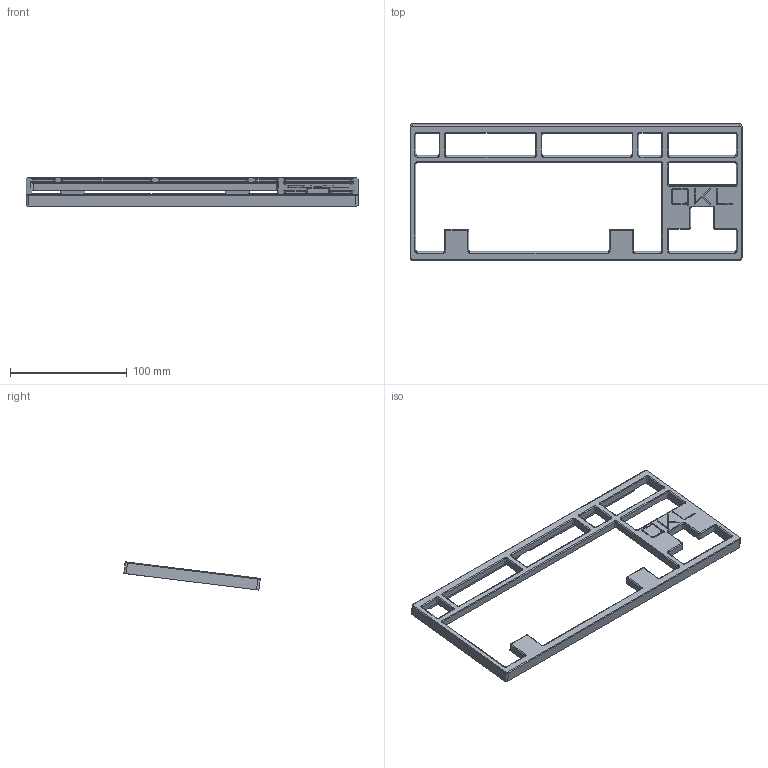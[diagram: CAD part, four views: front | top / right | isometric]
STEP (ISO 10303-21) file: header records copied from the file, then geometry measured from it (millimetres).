
FILE_DESCRIPTION(/* description */ (''),/* implementation_level */ '2;1');
FILE_NAME(/* name */ 'QKL_F13_TOP v5.step',/* time_stamp */ '2022-02-18T09:09:45+01:00',/* author */ (''),/* organization */ (''),/* preprocessor_version */ 'ST-DEVELOPER v18.1',/* originating_system */ 'Autodesk Translation Framework v10.13.0.1454',/* authorisation */ '');
FILE_SCHEMA (('AUTOMOTIVE_DESIGN { 1 0 10303 214 3 1 1 }'));
Length unit declared in the file: millimetre
Products named in the file (1): QKL_F13_TOP
Bounding box: 283.79 x 116.6 x 24.02 mm (x, y, z)
Volume: 80788.5 mm3; surface area: 41640.6 mm2
Topology: 1 solids, 1 shells, 318 faces, 825 edges, 514 vertices
Faces by surface type: cylinder 155, plane 103, torus 42, cone 12, bspline 6
Full cylindrical faces by diameter (mm): 2 x12
Entity records: 9759 total; most frequent: DIRECTION 1797, CARTESIAN_POINT 1694, ORIENTED_EDGE 1626, EDGE_CURVE 813, AXIS2_PLACEMENT_3D 671, VERTEX_POINT 514, LINE 455, VECTOR 455
